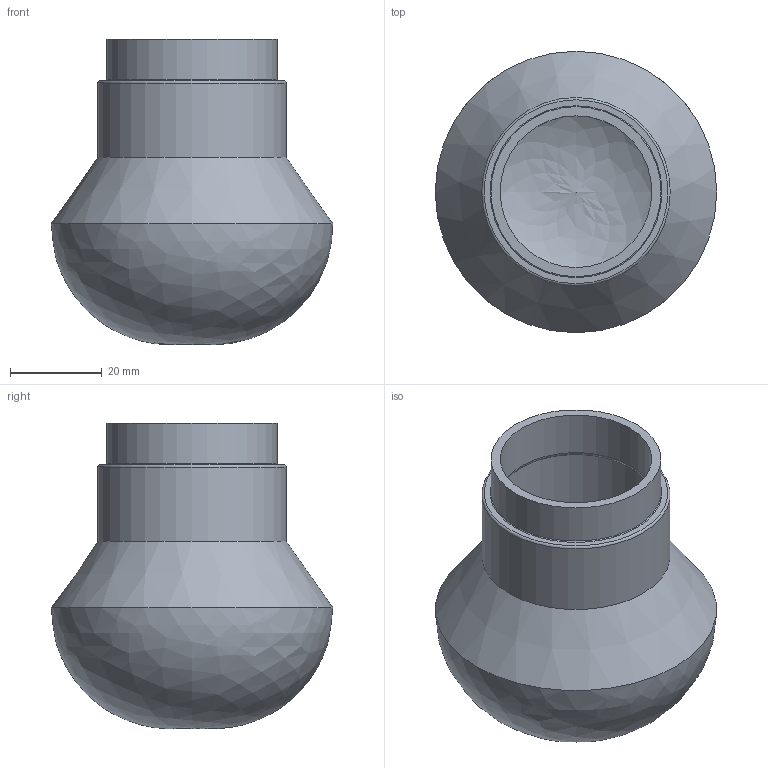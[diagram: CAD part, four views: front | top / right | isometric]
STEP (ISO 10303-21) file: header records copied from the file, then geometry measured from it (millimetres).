
FILE_DESCRIPTION(/* description */ (''),/* implementation_level */ '2;1');
FILE_NAME(/* name */ 'globo_.step',/* time_stamp */ '2025-08-19T18:10:43-04:00',/* author */ (''),/* organization */ (''),/* preprocessor_version */ 'ST-DEVELOPER v20.1',/* originating_system */ 'Autodesk Translation Framework v14.10.0.0',/* authorisation */ '');
FILE_SCHEMA (('AUTOMOTIVE_DESIGN { 1 0 10303 214 3 1 1 }'));
Length unit declared in the file: millimetre
Products named in the file (1): Tapa gripper
Bounding box: 61.23 x 61.23 x 66.42 mm (x, y, z)
Volume: 22938.3 mm3; surface area: 22417.6 mm2
Topology: 1 solids, 1 shells, 14 faces, 31 edges, 20 vertices
Faces by surface type: cylinder 4, torus 3, plane 3, cone 2, bspline 2
Full cylindrical faces by diameter (mm): 33 x1, 37 x2, 41 x1
Entity records: 505 total; most frequent: CARTESIAN_POINT 152, DIRECTION 78, ORIENTED_EDGE 58, AXIS2_PLACEMENT_3D 36, EDGE_CURVE 29, CIRCLE 23, VERTEX_POINT 20, EDGE_LOOP 17
